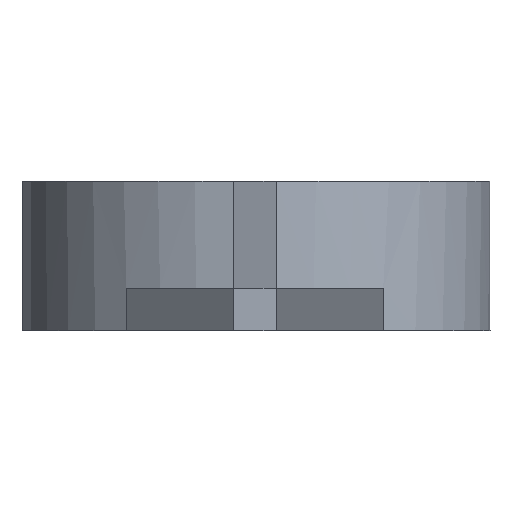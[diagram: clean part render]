
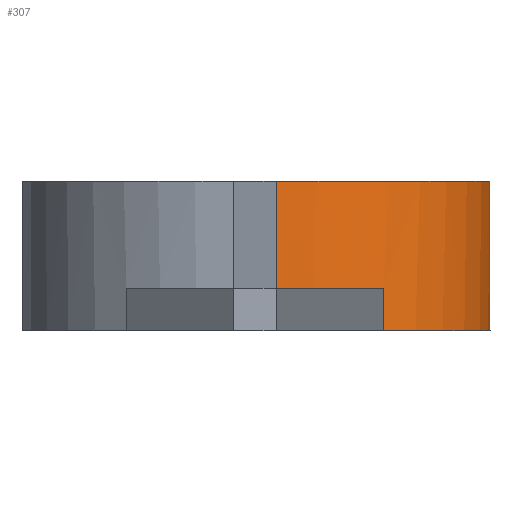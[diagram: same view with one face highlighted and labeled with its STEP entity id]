
A CAD part, front view. The second image highlights one B-rep face of the part: STEP entity #307.
In plain terms, the highlighted cylindrical face has radius 11 mm (diameter 22 mm), a partial arc.
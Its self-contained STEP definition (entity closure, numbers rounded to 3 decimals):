
#30=FACE_OUTER_BOUND('',#48,.T.);
#48=EDGE_LOOP('',(#220,#221,#222,#223,#224,#225));
#68=CIRCLE('',#344,11.);
#69=CIRCLE('',#345,11.);
#70=CIRCLE('',#346,11.);
#76=LINE('',#465,#108);
#80=LINE('',#484,#112);
#81=LINE('',#488,#113);
#108=VECTOR('',#371,10.);
#112=VECTOR('',#389,10.);
#113=VECTOR('',#392,10.);
#140=VERTEX_POINT('',#463);
#141=VERTEX_POINT('',#464);
#148=VERTEX_POINT('',#481);
#149=VERTEX_POINT('',#483);
#150=VERTEX_POINT('',#485);
#151=VERTEX_POINT('',#487);
#168=EDGE_CURVE('',#140,#141,#76,.T.);
#176=EDGE_CURVE('',#148,#141,#68,.T.);
#177=EDGE_CURVE('',#149,#148,#80,.T.);
#178=EDGE_CURVE('',#150,#149,#69,.T.);
#179=EDGE_CURVE('',#151,#150,#81,.T.);
#180=EDGE_CURVE('',#151,#140,#70,.T.);
#220=ORIENTED_EDGE('',*,*,#168,.T.);
#221=ORIENTED_EDGE('',*,*,#176,.F.);
#222=ORIENTED_EDGE('',*,*,#177,.F.);
#223=ORIENTED_EDGE('',*,*,#178,.F.);
#224=ORIENTED_EDGE('',*,*,#179,.F.);
#225=ORIENTED_EDGE('',*,*,#180,.T.);
#302=CYLINDRICAL_SURFACE('',#343,11.);
#307=ADVANCED_FACE('',(#30),#302,.T.);
#343=AXIS2_PLACEMENT_3D('',#480,#385,#386);
#344=AXIS2_PLACEMENT_3D('',#482,#387,#388);
#345=AXIS2_PLACEMENT_3D('',#486,#390,#391);
#346=AXIS2_PLACEMENT_3D('',#489,#393,#394);
#371=DIRECTION('',(0.,0.,1.));
#385=DIRECTION('center_axis',(0.,0.,1.));
#386=DIRECTION('ref_axis',(1.,0.,0.));
#387=DIRECTION('center_axis',(0.,0.,1.));
#388=DIRECTION('ref_axis',(1.,0.,0.));
#389=DIRECTION('',(0.,0.,1.));
#390=DIRECTION('center_axis',(0.,0.,-1.));
#391=DIRECTION('ref_axis',(1.,0.,0.));
#392=DIRECTION('',(0.,0.,1.));
#393=DIRECTION('center_axis',(0.,0.,1.));
#394=DIRECTION('ref_axis',(1.,0.,0.));
#463=CARTESIAN_POINT('',(-0.405,135.993,0.));
#464=CARTESIAN_POINT('',(-0.405,135.993,7.));
#465=CARTESIAN_POINT('',(-0.405,135.993,7.));
#480=CARTESIAN_POINT('Origin',(0.,125.,0.));
#481=CARTESIAN_POINT('',(1.,114.046,7.));
#482=CARTESIAN_POINT('Origin',(0.,125.,7.));
#483=CARTESIAN_POINT('',(1.,114.046,2.));
#484=CARTESIAN_POINT('',(1.,114.046,0.));
#485=CARTESIAN_POINT('',(6.,115.78,2.));
#486=CARTESIAN_POINT('Origin',(0.,125.,2.));
#487=CARTESIAN_POINT('',(6.,115.78,0.));
#488=CARTESIAN_POINT('',(6.,115.78,0.));
#489=CARTESIAN_POINT('Origin',(0.,125.,0.));
